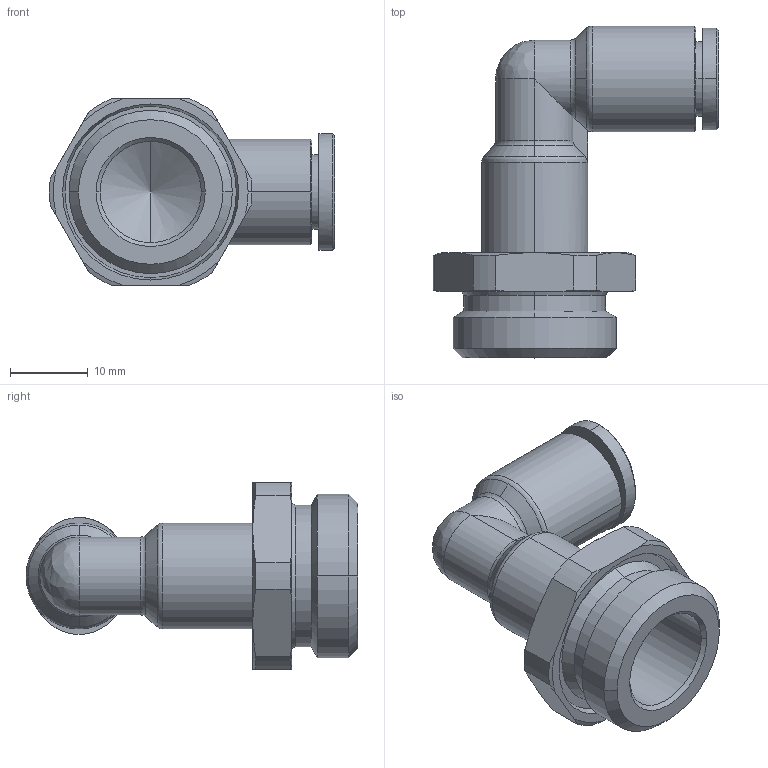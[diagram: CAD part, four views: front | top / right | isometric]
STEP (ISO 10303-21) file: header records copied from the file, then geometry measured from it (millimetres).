
FILE_DESCRIPTION (( 'STEP AP214' ), '1' );
FILE_NAME ('PLLP08-G04.stp', '2015-09-16T07:33:29', ( '' ), ( '' ), 'SwSTEP 2.0', 'SolidWorks 2015', '' );
FILE_SCHEMA (( 'AUTOMOTIVE_DESIGN' ));
Length unit declared in the file: millimetre
Products named in the file (2): PLLP08-G04; ｦ+ﾃｦ1
Assembly tree (1 placements, depth 2):
  PLLP08-G04
    ｦ+ﾃｦ1
Bounding box: 36.59 x 42.6 x 24 mm (x, y, z)
Volume: 8169.4 mm3; surface area: 4888 mm2
Topology: 1 solids, 1 shells, 458 faces, 1279 edges, 843 vertices
Faces by surface type: plane 352, cone 37, bspline 34, cylinder 31, torus 4
Entity records: 16302 total; most frequent: CARTESIAN_POINT 3938, ORIENTED_EDGE 2552, DIRECTION 2141, EDGE_CURVE 1276, VECTOR 1039, LINE 1039, VERTEX_POINT 843, AXIS2_PLACEMENT_3D 551
